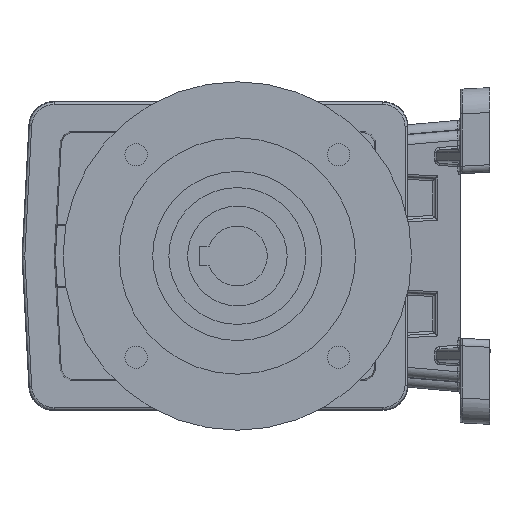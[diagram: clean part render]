
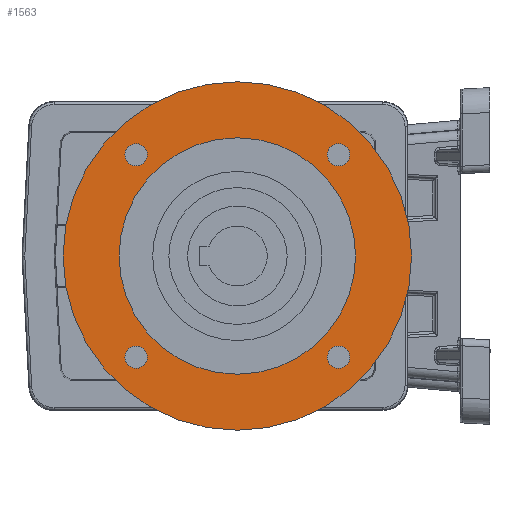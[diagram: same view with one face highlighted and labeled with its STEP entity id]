
A CAD part, left-side view. The second image highlights one B-rep face of the part: STEP entity #1563.
In plain terms, the highlighted planar face has unit normal (-1, 0, 0).
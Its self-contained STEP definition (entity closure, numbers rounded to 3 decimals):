
#1563 = ADVANCED_FACE( '', ( #3416, #3417, #3418, #3419, #3420, #3421 ), #3422, .F. );
#3416 = FACE_BOUND( '', #7541, .T. );
#3417 = FACE_BOUND( '', #7542, .T. );
#3418 = FACE_BOUND( '', #7543, .T. );
#3419 = FACE_BOUND( '', #7544, .T. );
#3420 = FACE_OUTER_BOUND( '', #7545, .T. );
#3421 = FACE_BOUND( '', #7546, .T. );
#3422 = PLANE( '', #7547 );
#7541 = EDGE_LOOP( '', ( #14944 ) );
#7542 = EDGE_LOOP( '', ( #14945 ) );
#7543 = EDGE_LOOP( '', ( #14946 ) );
#7544 = EDGE_LOOP( '', ( #14947 ) );
#7545 = EDGE_LOOP( '', ( #14948 ) );
#7546 = EDGE_LOOP( '', ( #14949 ) );
#7547 = AXIS2_PLACEMENT_3D( '', #14950, #14951, #14952 );
#14944 = ORIENTED_EDGE( '', *, *, #18803, .T. );
#14945 = ORIENTED_EDGE( '', *, *, #18130, .T. );
#14946 = ORIENTED_EDGE( '', *, *, #17713, .T. );
#14947 = ORIENTED_EDGE( '', *, *, #17990, .T. );
#14948 = ORIENTED_EDGE( '', *, *, #18896, .F. );
#14949 = ORIENTED_EDGE( '', *, *, #17733, .T. );
#14950 = CARTESIAN_POINT( '', ( -48.745, 11.5, 72.463 ) );
#14951 = DIRECTION( '', ( 1., 0., 0. ) );
#14952 = DIRECTION( '', ( 0., 1., 0. ) );
#17713 = EDGE_CURVE( '', #20504, #20504, #20505, .T. );
#17733 = EDGE_CURVE( '', #20535, #20535, #20536, .T. );
#17990 = EDGE_CURVE( '', #20947, #20947, #20948, .T. );
#18130 = EDGE_CURVE( '', #21163, #21163, #21164, .T. );
#18803 = EDGE_CURVE( '', #22092, #22092, #22093, .T. );
#18896 = EDGE_CURVE( '', #22205, #22205, #22206, .T. );
#20504 = VERTEX_POINT( '', #24924 );
#20505 = CIRCLE( '', #24925, 4.5 );
#20535 = VERTEX_POINT( '', #24963 );
#20536 = CIRCLE( '', #24964, 4.5 );
#20947 = VERTEX_POINT( '', #25671 );
#20948 = CIRCLE( '', #25672, 47.5 );
#21163 = VERTEX_POINT( '', #26117 );
#21164 = CIRCLE( '', #26118, 4.5 );
#22092 = VERTEX_POINT( '', #28128 );
#22093 = CIRCLE( '', #28129, 4.5 );
#22205 = VERTEX_POINT( '', #28293 );
#22206 = CIRCLE( '', #28294, 70. );
#24924 = CARTESIAN_POINT( '', ( -48.745, 56.659, 31.804 ) );
#24925 = AXIS2_PLACEMENT_3D( '', #29958, #29959, #29960 );
#24963 = CARTESIAN_POINT( '', ( -48.745, 52.159, 117.622 ) );
#24964 = AXIS2_PLACEMENT_3D( '', #29984, #29985, #29986 );
#25671 = CARTESIAN_POINT( '', ( -48.745, 11.5, 119.963 ) );
#25672 = AXIS2_PLACEMENT_3D( '', #30301, #30302, #30303 );
#26117 = CARTESIAN_POINT( '', ( -48.745, -29.159, 27.304 ) );
#26118 = AXIS2_PLACEMENT_3D( '', #30451, #30452, #30453 );
#28128 = CARTESIAN_POINT( '', ( -48.745, -33.659, 113.122 ) );
#28129 = AXIS2_PLACEMENT_3D( '', #31172, #31173, #31174 );
#28293 = CARTESIAN_POINT( '', ( -48.745, 11.5, 142.463 ) );
#28294 = AXIS2_PLACEMENT_3D( '', #31278, #31279, #31280 );
#29958 = CARTESIAN_POINT( '', ( -48.745, 52.159, 31.804 ) );
#29959 = DIRECTION( '', ( 1., 0., 0. ) );
#29960 = DIRECTION( '', ( 0., 1., 0. ) );
#29984 = CARTESIAN_POINT( '', ( -48.745, 52.159, 113.122 ) );
#29985 = DIRECTION( '', ( 1., 0., 0. ) );
#29986 = DIRECTION( '', ( 0., 0., 1. ) );
#30301 = CARTESIAN_POINT( '', ( -48.745, 11.5, 72.463 ) );
#30302 = DIRECTION( '', ( 1., 0., 0. ) );
#30303 = DIRECTION( '', ( 0., 0., 1. ) );
#30451 = CARTESIAN_POINT( '', ( -48.745, -29.159, 31.804 ) );
#30452 = DIRECTION( '', ( 1., 0., 0. ) );
#30453 = DIRECTION( '', ( 0., 0., -1. ) );
#31172 = CARTESIAN_POINT( '', ( -48.745, -29.159, 113.122 ) );
#31173 = DIRECTION( '', ( 1., 0., 0. ) );
#31174 = DIRECTION( '', ( 0., -1., 0. ) );
#31278 = CARTESIAN_POINT( '', ( -48.745, 11.5, 72.463 ) );
#31279 = DIRECTION( '', ( 1., 0., 0. ) );
#31280 = DIRECTION( '', ( 0., 0., 1. ) );
